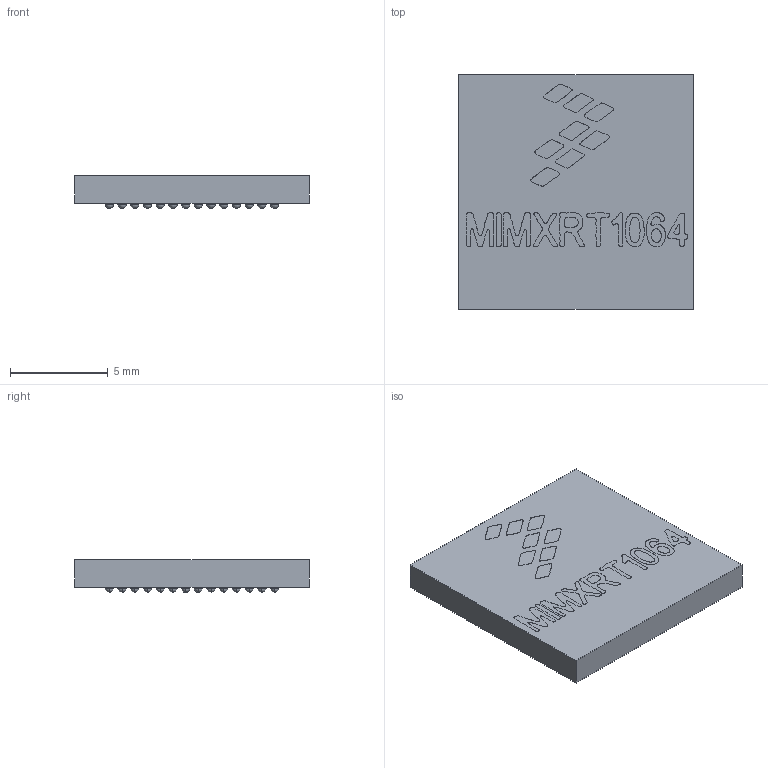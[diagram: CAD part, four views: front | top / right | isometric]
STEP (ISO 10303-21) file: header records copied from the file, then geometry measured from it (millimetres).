
FILE_DESCRIPTION (( 'STEP AP214' ), '1' );
FILE_NAME ('BGA196_12X12_NXP_3.STEP', '2021-02-24T02:34:28', ( '' ), ( '' ), 'SwSTEP 2.0', 'SolidWorks 2020', '' );
FILE_SCHEMA (( 'AUTOMOTIVE_DESIGN' ));
Length unit declared in the file: millimetre
Products named in the file (1): BGA196_12X12_NXP_3
Bounding box: 12.01 x 12.01 x 1.69 mm (x, y, z)
Volume: 210.4 mm3; surface area: 468.9 mm2
Topology: 198 solids, 198 shells, 1246 faces, 3268 edges, 1656 vertices
Faces by surface type: sphere 784, bspline 335, plane 125, cylinder 2
Entity records: 39360 total; most frequent: CARTESIAN_POINT 14886, ORIENTED_EDGE 4184, DIRECTION 4034, EDGE_CURVE 2092, AXIS2_PLACEMENT_3D 1700, EDGE_LOOP 1268, VERTEX_POINT 1264, ADVANCED_FACE 1246
